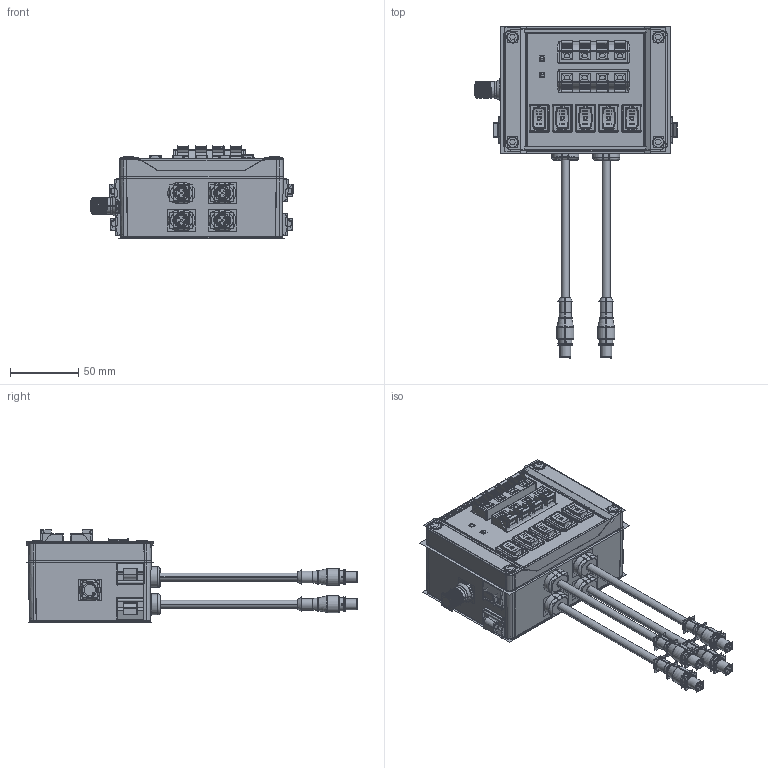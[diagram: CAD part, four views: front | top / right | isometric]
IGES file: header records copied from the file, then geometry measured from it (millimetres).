
Start section:  PTC IGES file: 215796_sm01.igs
Global section: file name: 215796_sm01.igs; native system: Creo Parametric by PTC Inc.; preprocessor: 2022414; author: banengservice; organization: Unknown; date: 20250617.142956; units: millimetre
Bounding box: 148.44 x 243.61 x 67.71 mm (x, y, z)
Volume: 659615.6 mm3; surface area: 373561.3 mm2
Topology: 18 solids, 18 shells, 4946 faces, 25832 edges, 32515 vertices
Faces by surface type: bspline 2856, revolution 2090
